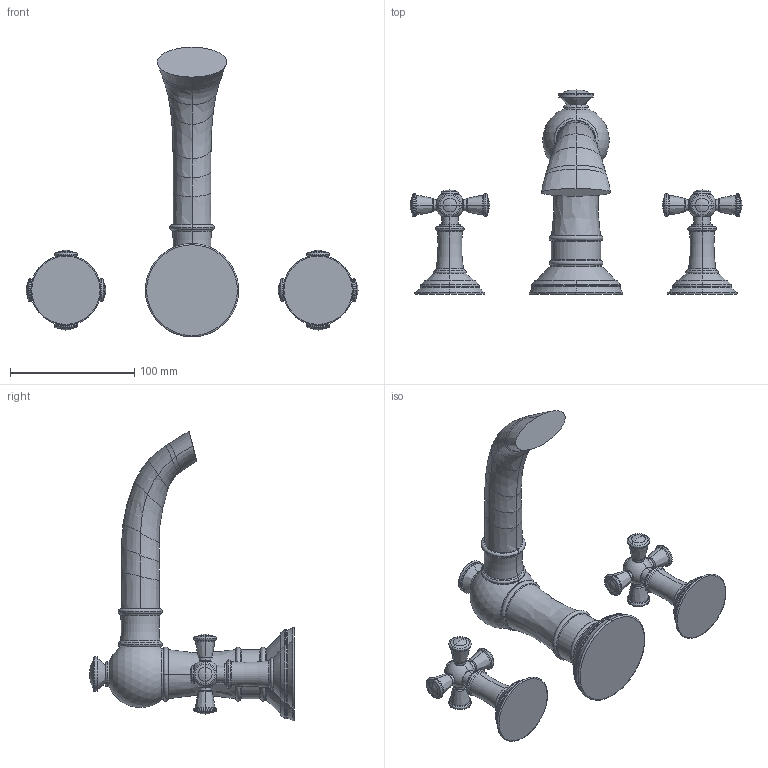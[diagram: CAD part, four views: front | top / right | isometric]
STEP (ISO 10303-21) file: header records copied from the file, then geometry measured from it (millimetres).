
FILE_DESCRIPTION((''),'2;1');
FILE_NAME('3-2406','2021-03-12T14:34:33',('jinson.thomas'),(''),'CREO PARAMETRIC BY PTC INC, 2018400','CREO PARAMETRIC BY PTC INC, 2018400','');
FILE_SCHEMA(('CONFIG_CONTROL_DESIGN'));
Length unit declared in the file: inch
Products named in the file (1): 3-2406
Bounding box: 267.41 x 164.96 x 233.35 mm (x, y, z)
Volume: 500562.2 mm3; surface area: 78018.9 mm2
Topology: 3 solids, 3 shells, 378 faces, 781 edges, 413 vertices
Faces by surface type: torus 202, bspline 56, cylinder 56, sphere 28, plane 26, cone 6, revolution 4
Entity records: 12026 total; most frequent: CARTESIAN_POINT 4000, DIRECTION 1962, ORIENTED_EDGE 1518, AXIS2_PLACEMENT_3D 943, EDGE_CURVE 759, CIRCLE 625, VERTEX_POINT 413, EDGE_LOOP 404
